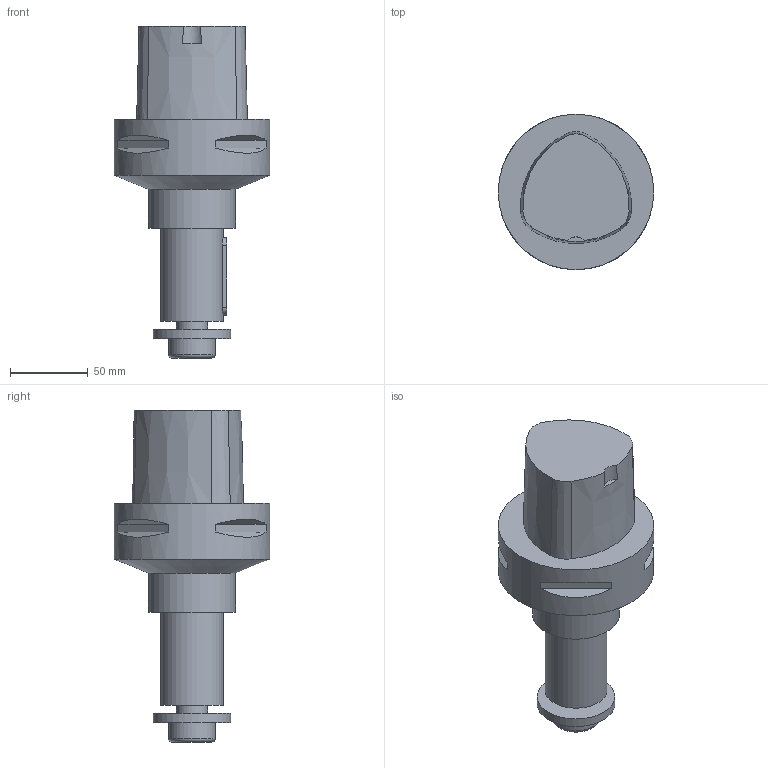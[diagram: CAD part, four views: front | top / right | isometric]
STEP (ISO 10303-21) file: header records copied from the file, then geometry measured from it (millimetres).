
FILE_DESCRIPTION(/* description */ ('3-D model version:1'),/* implementation_level */ '2;1');
FILE_NAME(/* name */ 'C10-391.10-40070',/* time_stamp */ '2016-12-02T13:58:27',/* author */ ('InteractiveCad'),/* organization */ ('AB Sandvik Coromant'),/* preprocessor_version */ 'ST-DEVELOPER v11',/* originating_system */ 'SIEMENS UGS NX 6.0',/* authorization */ '');
FILE_SCHEMA(('AUTOMOTIVE_DESIGN'));
Length unit declared in the file: millimetre
Products named in the file (1): C10_391.10_40070_634630762985766732_1_stp
Bounding box: 100 x 100 x 213.5 mm (x, y, z)
Volume: 706292.4 mm3; surface area: 60483.2 mm2
Topology: 1 solids, 1 shells, 58 faces, 122 edges, 77 vertices
Faces by surface type: plane 32, cone 14, cylinder 11, torus 1
Full cylindrical faces by diameter (mm): 20 x1, 29.835 x1, 40 x1, 50 x1, 56 x1, 100 x1
Entity records: 1624 total; most frequent: CARTESIAN_POINT 329, DIRECTION 266, ORIENTED_EDGE 218, AXIS2_PLACEMENT_3D 111, EDGE_CURVE 109, EDGE_LOOP 78, VERTEX_POINT 74, ADVANCED_FACE 58
